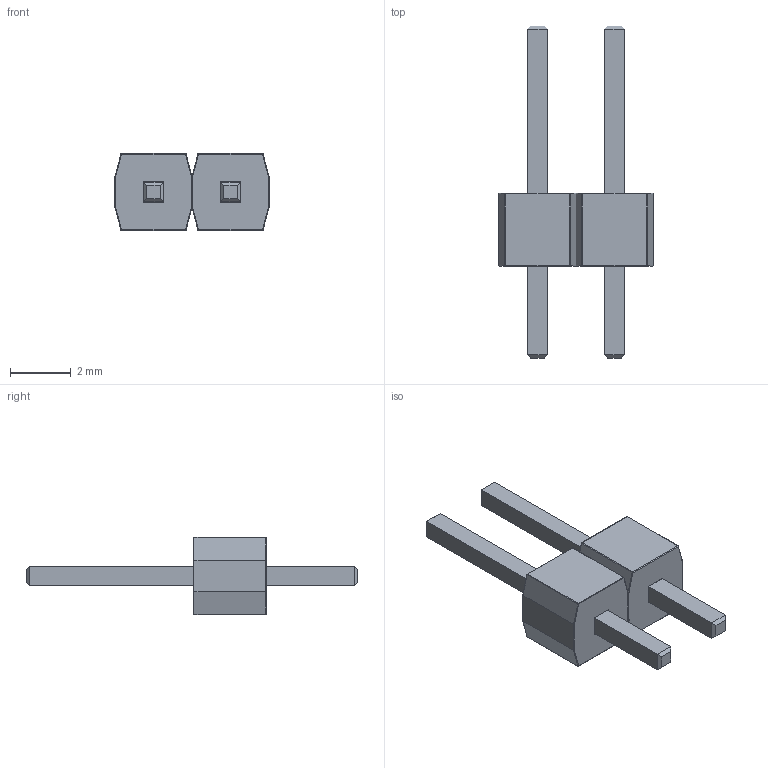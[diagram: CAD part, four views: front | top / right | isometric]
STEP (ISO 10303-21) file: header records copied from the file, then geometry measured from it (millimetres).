
FILE_DESCRIPTION(('STEP AP242'), '1');
FILE_NAME('Male Header Pin Config', '', ('UNSPECIFIED'), ('UNSPECIFIED'), 'C3D Converter', 'C3D Toolkit', '');
FILE_SCHEMA(('AP242_MANAGED_MODEL_BASED_3D_ENGINEERING_MIM_LF { 1 0 10303 442 1 1 4 }'));
Length unit declared in the file: millimetre
Products named in the file (3): Male Header Pin Config; Spacer; Male Header Pin
Assembly tree (4 placements, depth 2):
  Male Header Pin Config
    Spacer  x2
    Male Header Pin  x2
Bounding box: 5.08 x 10.95 x 2.54 mm (x, y, z)
Volume: 36.3 mm3; surface area: 136.2 mm2
Topology: 4 solids, 4 shells, 128 faces, 272 edges, 144 vertices
Faces by surface type: plane 56, cylinder 56, sphere 16
Entity records: 2340 total; most frequent: CARTESIAN_POINT 321, DIRECTION 278, ORIENTED_EDGE 264, EDGE_CURVE 132, AXIS2_PLACEMENT_3D 93, LINE 92, VECTOR 92, VERTEX_POINT 72
